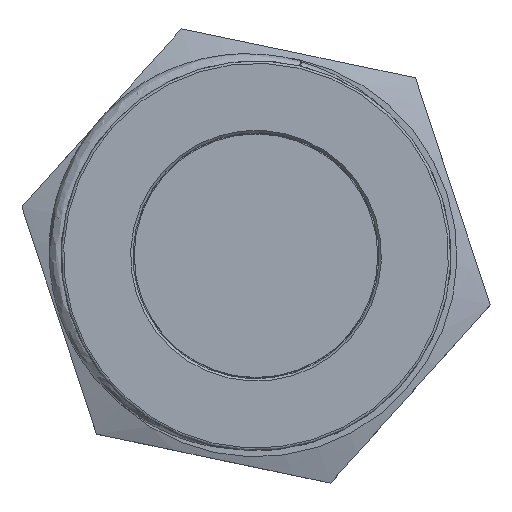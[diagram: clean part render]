
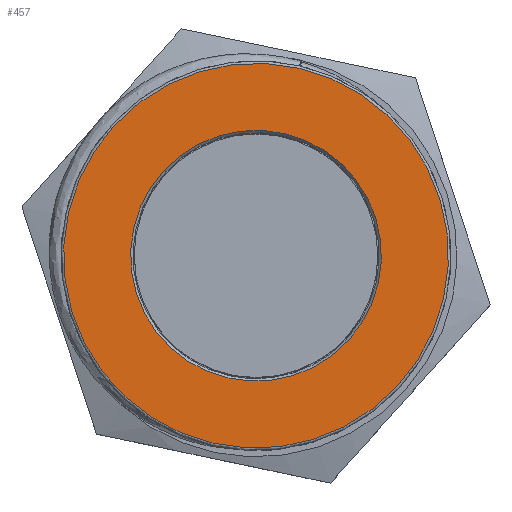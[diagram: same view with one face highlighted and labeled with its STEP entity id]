
A CAD part, top view. The second image highlights one B-rep face of the part: STEP entity #457.
In plain terms, the highlighted planar face has unit normal (0, 0, 1).
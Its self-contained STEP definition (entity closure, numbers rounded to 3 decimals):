
#457 = ADVANCED_FACE( '', ( #896, #897 ), #898, .T. );
#896 = FACE_OUTER_BOUND( '', #4664, .T. );
#897 = FACE_BOUND( '', #4665, .T. );
#898 = PLANE( '', #4666 );
#4664 = EDGE_LOOP( '', ( #6809 ) );
#4665 = EDGE_LOOP( '', ( #6810 ) );
#4666 = AXIS2_PLACEMENT_3D( '', #6811, #6812, #6813 );
#6809 = ORIENTED_EDGE( '', *, *, #7513, .T. );
#6810 = ORIENTED_EDGE( '', *, *, #7530, .T. );
#6811 = CARTESIAN_POINT( '', ( 0., 0., 15.95 ) );
#6812 = DIRECTION( '', ( 0., 0., 1. ) );
#6813 = DIRECTION( '', ( 1., 0., 0. ) );
#7513 = EDGE_CURVE( '', #7997, #7997, #7998, .T. );
#7530 = EDGE_CURVE( '', #8022, #8022, #8023, .F. );
#7997 = VERTEX_POINT( '', #9189 );
#7998 = CIRCLE( '', #9190, 7.9 );
#8022 = VERTEX_POINT( '', #9333 );
#8023 = CIRCLE( '', #9334, 5.15 );
#9189 = CARTESIAN_POINT( '', ( 7.9, 0., 15.95 ) );
#9190 = AXIS2_PLACEMENT_3D( '', #16307, #16308, #16309 );
#9333 = CARTESIAN_POINT( '', ( 5.15, 0., 15.95 ) );
#9334 = AXIS2_PLACEMENT_3D( '', #16328, #16329, #16330 );
#16307 = CARTESIAN_POINT( '', ( 0., 0., 15.95 ) );
#16308 = DIRECTION( '', ( 0., 0., 1. ) );
#16309 = DIRECTION( '', ( 1., 0., 0. ) );
#16328 = CARTESIAN_POINT( '', ( 0., 0., 15.95 ) );
#16329 = DIRECTION( '', ( 0., 0., 1. ) );
#16330 = DIRECTION( '', ( 1., 0., 0. ) );
